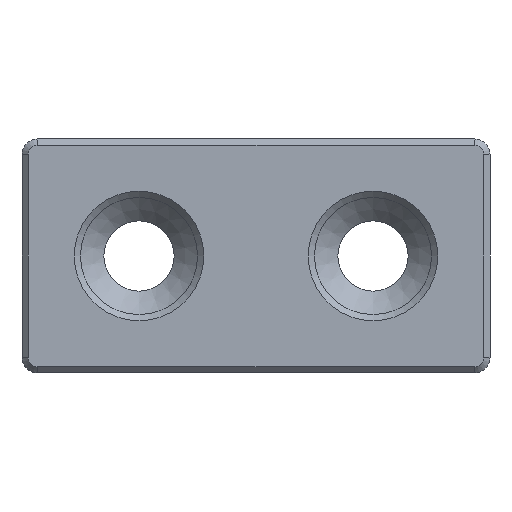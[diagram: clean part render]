
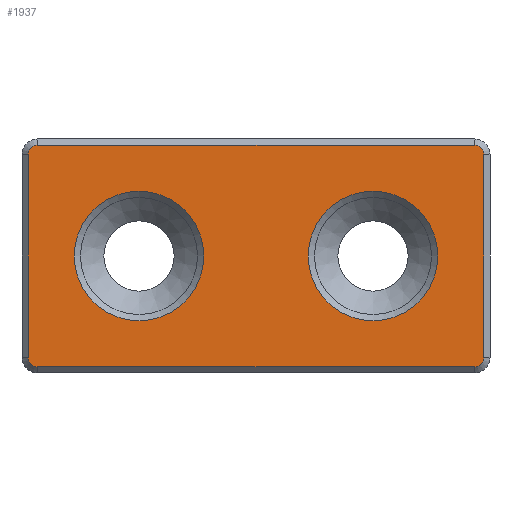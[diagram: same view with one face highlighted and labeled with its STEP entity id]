
A CAD part, front view. The second image highlights one B-rep face of the part: STEP entity #1937.
In plain terms, the highlighted planar face has unit normal (0, -1, 0).
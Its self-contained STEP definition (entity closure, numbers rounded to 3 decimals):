
#73=FACE_BOUND('',#278,.T.);
#74=FACE_BOUND('',#279,.T.);
#92=PLANE('',#2092);
#163=FACE_OUTER_BOUND('',#277,.T.);
#277=EDGE_LOOP('',(#1448,#1449,#1450,#1451,#1452,#1453,#1454,#1455));
#278=EDGE_LOOP('',(#1456));
#279=EDGE_LOOP('',(#1457));
#415=LINE('',#3020,#605);
#416=LINE('',#3024,#606);
#417=LINE('',#3028,#607);
#418=LINE('',#3031,#608);
#605=VECTOR('',#2417,10.);
#606=VECTOR('',#2420,10.);
#607=VECTOR('',#2423,10.);
#608=VECTOR('',#2426,10.);
#771=CIRCLE('',#2089,8.3);
#774=CIRCLE('',#2093,1.2);
#775=CIRCLE('',#2094,1.2);
#776=CIRCLE('',#2095,1.2);
#777=CIRCLE('',#2096,1.2);
#778=CIRCLE('',#2097,8.3);
#890=VERTEX_POINT('',#3008);
#893=VERTEX_POINT('',#3016);
#894=VERTEX_POINT('',#3017);
#895=VERTEX_POINT('',#3019);
#896=VERTEX_POINT('',#3021);
#897=VERTEX_POINT('',#3023);
#898=VERTEX_POINT('',#3025);
#899=VERTEX_POINT('',#3027);
#900=VERTEX_POINT('',#3029);
#901=VERTEX_POINT('',#3032);
#1100=EDGE_CURVE('',#890,#890,#771,.T.);
#1104=EDGE_CURVE('',#893,#894,#774,.T.);
#1105=EDGE_CURVE('',#895,#893,#415,.T.);
#1106=EDGE_CURVE('',#896,#895,#775,.T.);
#1107=EDGE_CURVE('',#897,#896,#416,.T.);
#1108=EDGE_CURVE('',#898,#897,#776,.T.);
#1109=EDGE_CURVE('',#899,#898,#417,.T.);
#1110=EDGE_CURVE('',#900,#899,#777,.T.);
#1111=EDGE_CURVE('',#894,#900,#418,.T.);
#1112=EDGE_CURVE('',#901,#901,#778,.T.);
#1448=ORIENTED_EDGE('',*,*,#1104,.F.);
#1449=ORIENTED_EDGE('',*,*,#1105,.F.);
#1450=ORIENTED_EDGE('',*,*,#1106,.F.);
#1451=ORIENTED_EDGE('',*,*,#1107,.F.);
#1452=ORIENTED_EDGE('',*,*,#1108,.F.);
#1453=ORIENTED_EDGE('',*,*,#1109,.F.);
#1454=ORIENTED_EDGE('',*,*,#1110,.F.);
#1455=ORIENTED_EDGE('',*,*,#1111,.F.);
#1456=ORIENTED_EDGE('',*,*,#1112,.F.);
#1457=ORIENTED_EDGE('',*,*,#1100,.F.);
#1937=ADVANCED_FACE('',(#163,#73,#74),#92,.F.);
#2089=AXIS2_PLACEMENT_3D('',#3009,#2406,#2407);
#2092=AXIS2_PLACEMENT_3D('',#3015,#2413,#2414);
#2093=AXIS2_PLACEMENT_3D('',#3018,#2415,#2416);
#2094=AXIS2_PLACEMENT_3D('',#3022,#2418,#2419);
#2095=AXIS2_PLACEMENT_3D('',#3026,#2421,#2422);
#2096=AXIS2_PLACEMENT_3D('',#3030,#2424,#2425);
#2097=AXIS2_PLACEMENT_3D('',#3033,#2427,#2428);
#2406=DIRECTION('center_axis',(0.,-1.,0.));
#2407=DIRECTION('ref_axis',(0.,0.,1.));
#2413=DIRECTION('center_axis',(0.,1.,0.));
#2414=DIRECTION('ref_axis',(1.,0.,0.));
#2415=DIRECTION('center_axis',(0.,1.,0.));
#2416=DIRECTION('ref_axis',(-0.707,0.,-0.707));
#2417=DIRECTION('',(-1.,0.,0.));
#2418=DIRECTION('center_axis',(0.,1.,0.));
#2419=DIRECTION('ref_axis',(0.707,0.,-0.707));
#2420=DIRECTION('',(0.,0.,-1.));
#2421=DIRECTION('center_axis',(0.,1.,0.));
#2422=DIRECTION('ref_axis',(0.707,0.,0.707));
#2423=DIRECTION('',(1.,0.,0.));
#2424=DIRECTION('center_axis',(0.,1.,0.));
#2425=DIRECTION('ref_axis',(-0.707,0.,0.707));
#2426=DIRECTION('',(0.,0.,1.));
#2427=DIRECTION('center_axis',(0.,-1.,0.));
#2428=DIRECTION('ref_axis',(0.,0.,1.));
#3008=CARTESIAN_POINT('',(-15.,0.,-8.3));
#3009=CARTESIAN_POINT('Origin',(-15.,0.,0.));
#3015=CARTESIAN_POINT('Origin',(0.,0.,0.));
#3016=CARTESIAN_POINT('',(-28.,0.,-14.2));
#3017=CARTESIAN_POINT('',(-29.2,0.,-13.));
#3018=CARTESIAN_POINT('Origin',(-28.,0.,-13.));
#3019=CARTESIAN_POINT('',(28.,0.,-14.2));
#3020=CARTESIAN_POINT('',(15.,0.,-14.2));
#3021=CARTESIAN_POINT('',(29.2,0.,-13.));
#3022=CARTESIAN_POINT('Origin',(28.,0.,-13.));
#3023=CARTESIAN_POINT('',(29.2,0.,13.));
#3024=CARTESIAN_POINT('',(29.2,0.,7.5));
#3025=CARTESIAN_POINT('',(28.,0.,14.2));
#3026=CARTESIAN_POINT('Origin',(28.,0.,13.));
#3027=CARTESIAN_POINT('',(-28.,0.,14.2));
#3028=CARTESIAN_POINT('',(-15.,0.,14.2));
#3029=CARTESIAN_POINT('',(-29.2,0.,13.));
#3030=CARTESIAN_POINT('Origin',(-28.,0.,13.));
#3031=CARTESIAN_POINT('',(-29.2,0.,-7.5));
#3032=CARTESIAN_POINT('',(15.,0.,-8.3));
#3033=CARTESIAN_POINT('Origin',(15.,0.,0.));
